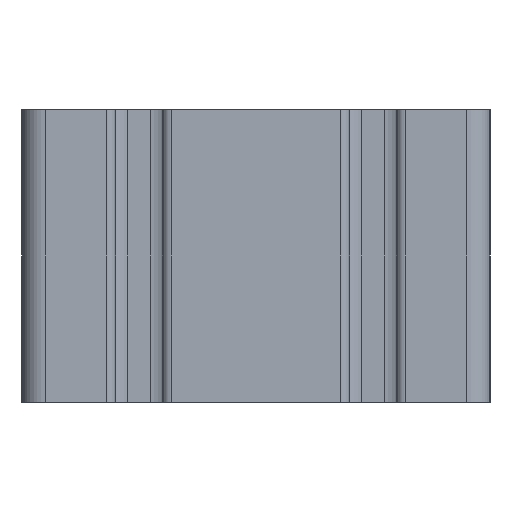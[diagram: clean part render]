
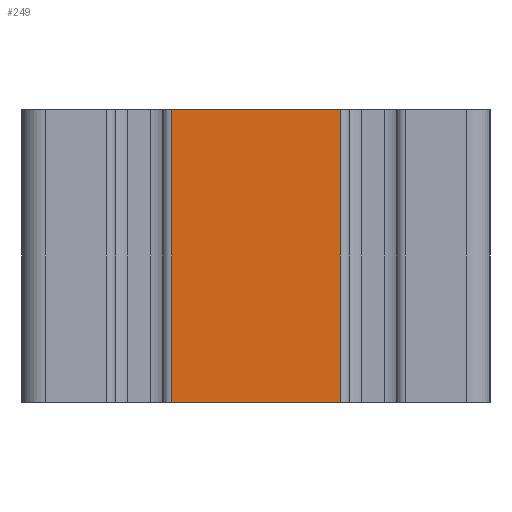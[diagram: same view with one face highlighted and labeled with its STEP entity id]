
A CAD part, left-side view. The second image highlights one B-rep face of the part: STEP entity #249.
In plain terms, the highlighted planar face has unit normal (-1, 0, 0).
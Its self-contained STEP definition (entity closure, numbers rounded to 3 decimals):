
#224 = EDGE_LOOP ( 'NONE', ( #12181, #3458, #5113, #5870 ) ) ;
#249 = ADVANCED_FACE ( 'NONE', ( #7791 ), #5810, .F. ) ;
#753 = LINE ( 'NONE', #7687, #8093 ) ;
#1613 = DIRECTION ( 'NONE',  ( 0., 0., -1. ) ) ;
#1623 = DIRECTION ( 'NONE',  ( 0., -1., 0. ) ) ;
#1626 = CARTESIAN_POINT ( 'NONE',  ( -100., -14.5, -25. ) ) ;
#2603 = CARTESIAN_POINT ( 'NONE',  ( -100., 14.5, -25. ) ) ;
#2645 = DIRECTION ( 'NONE',  ( 0., 0., -1. ) ) ;
#3247 = VECTOR ( 'NONE', #1623, 1000. ) ;
#3458 = ORIENTED_EDGE ( 'NONE', *, *, #8621, .F. ) ;
#3773 = CARTESIAN_POINT ( 'NONE',  ( -100., 14.5, 25. ) ) ;
#4374 = VERTEX_POINT ( 'NONE', #1626 ) ;
#4814 = VERTEX_POINT ( 'NONE', #5459 ) ;
#5113 = ORIENTED_EDGE ( 'NONE', *, *, #7553, .F. ) ;
#5121 = VECTOR ( 'NONE', #1613, 1000. ) ;
#5451 = LINE ( 'NONE', #9672, #3247 ) ;
#5459 = CARTESIAN_POINT ( 'NONE',  ( -100., -14.5, 25. ) ) ;
#5810 = PLANE ( 'NONE',  #10961 ) ;
#5870 = ORIENTED_EDGE ( 'NONE', *, *, #8576, .T. ) ;
#6931 = DIRECTION ( 'NONE',  ( 1., 0., 0. ) ) ;
#7299 = LINE ( 'NONE', #9467, #8919 ) ;
#7553 = EDGE_CURVE ( 'NONE', #11826, #4814, #5451, .T. ) ;
#7687 = CARTESIAN_POINT ( 'NONE',  ( -100., 14.5, 25. ) ) ;
#7791 = FACE_OUTER_BOUND ( 'NONE', #224, .T. ) ;
#8093 = VECTOR ( 'NONE', #12847, 1000. ) ;
#8441 = EDGE_CURVE ( 'NONE', #8571, #4374, #7299, .T. ) ;
#8571 = VERTEX_POINT ( 'NONE', #2603 ) ;
#8576 = EDGE_CURVE ( 'NONE', #11826, #8571, #753, .T. ) ;
#8621 = EDGE_CURVE ( 'NONE', #4814, #4374, #11908, .T. ) ;
#8919 = VECTOR ( 'NONE', #12511, 1000. ) ;
#9467 = CARTESIAN_POINT ( 'NONE',  ( -100., 14.5, -25. ) ) ;
#9672 = CARTESIAN_POINT ( 'NONE',  ( -100., 14.5, 25. ) ) ;
#9701 = CARTESIAN_POINT ( 'NONE',  ( -100., 14.5, 25. ) ) ;
#10961 = AXIS2_PLACEMENT_3D ( 'NONE', #3773, #6931, #2645 ) ;
#11826 = VERTEX_POINT ( 'NONE', #9701 ) ;
#11908 = LINE ( 'NONE', #12711, #5121 ) ;
#12181 = ORIENTED_EDGE ( 'NONE', *, *, #8441, .T. ) ;
#12511 = DIRECTION ( 'NONE',  ( 0., -1., 0. ) ) ;
#12711 = CARTESIAN_POINT ( 'NONE',  ( -100., -14.5, 25. ) ) ;
#12847 = DIRECTION ( 'NONE',  ( 0., 0., -1. ) ) ;
